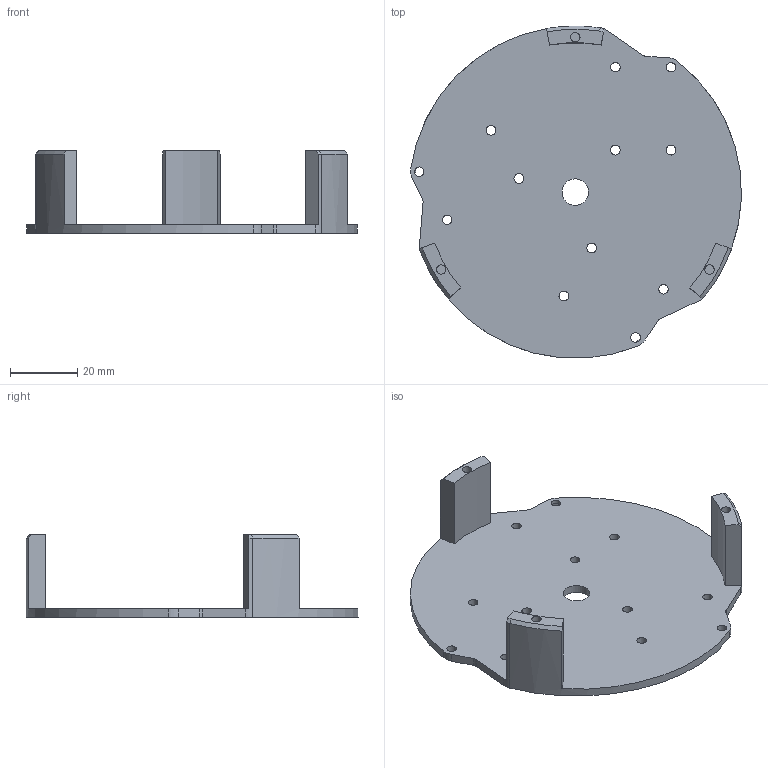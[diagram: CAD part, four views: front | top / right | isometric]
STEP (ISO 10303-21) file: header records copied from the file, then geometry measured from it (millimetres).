
FILE_DESCRIPTION(/* description */ (''),/* implementation_level */ '2;1');
FILE_NAME(/* name */ '30_Cube_Insert_Filter_Revolver_Wheel_v3.ipt.step',/* time_stamp */ '2022-11-29T08:17:18+01:00',/* author */ ('diederichbenedict'),/* organization */ (''),/* preprocessor_version */ 'ST-DEVELOPER v18.1',/* originating_system */ 'Autodesk Inventor 2022',/* authorisation */ '');
FILE_SCHEMA (('AUTOMOTIVE_DESIGN { 1 0 10303 214 3 1 1 }'));
Length unit declared in the file: millimetre
Products named in the file (1): 30_Cube_Insert_Filter_Revolver_Wheel_v3
Bounding box: 98.21 x 98.56 x 24.5 mm (x, y, z)
Volume: 23364.3 mm3; surface area: 19197.7 mm2
Topology: 1 solids, 1 shells, 63 faces, 171 edges, 113 vertices
Faces by surface type: cylinder 34, plane 23, cone 6
Full cylindrical faces by diameter (mm): 2.8 x9, 2.9 x6, 7.9 x1
Entity records: 2117 total; most frequent: DIRECTION 382, CARTESIAN_POINT 354, ORIENTED_EDGE 342, EDGE_CURVE 171, AXIS2_PLACEMENT_3D 150, VERTEX_POINT 113, EDGE_LOOP 92, CIRCLE 86
